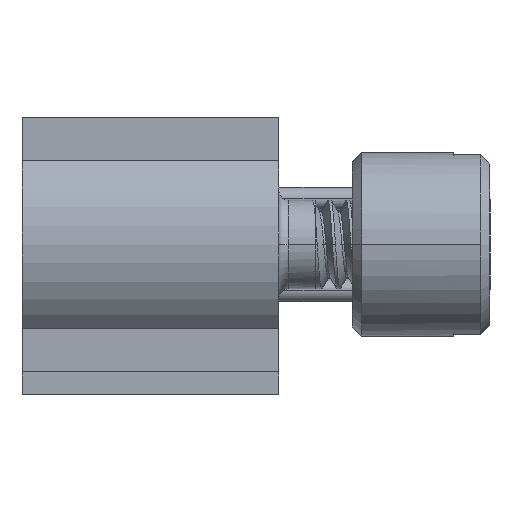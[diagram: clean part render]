
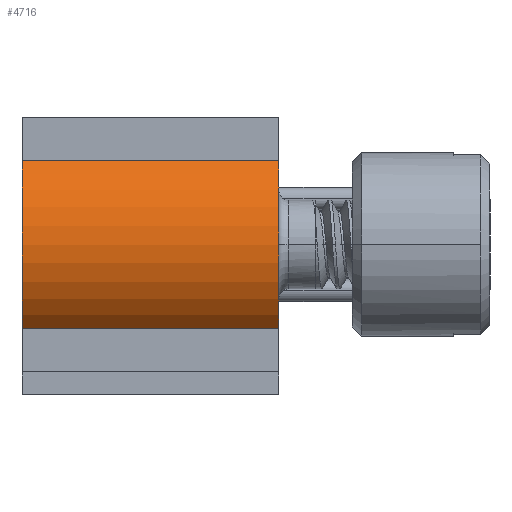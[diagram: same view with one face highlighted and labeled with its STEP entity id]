
A CAD part, left-side view. The second image highlights one B-rep face of the part: STEP entity #4716.
In plain terms, the highlighted cylindrical face has radius 2.5 mm (diameter 5 mm), a partial arc.
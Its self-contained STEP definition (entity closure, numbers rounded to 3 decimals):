
#79=CARTESIAN_POINT('',(-7.5,3.4,0.));
#80=DIRECTION('',(0.,-1.,0.));
#81=DIRECTION('',(-0.68,0.,0.733));
#82=AXIS2_PLACEMENT_3D('',#79,#80,#81);
#565=CARTESIAN_POINT('',(-7.5,-2.2,0.));
#566=DIRECTION('',(0.,-1.,0.));
#567=DIRECTION('',(-0.68,0.,0.733));
#568=AXIS2_PLACEMENT_3D('',#565,#566,#567);
#2334=DIRECTION('',(0.,-1.,0.));
#2335=VECTOR('',#2334,5.6);
#2336=CARTESIAN_POINT('',(-9.2,3.4,1.833));
#2337=LINE('',#2336,#2335);
#2341=DIRECTION('',(0.,-1.,0.));
#2342=VECTOR('',#2341,5.6);
#2343=CARTESIAN_POINT('',(-9.2,3.4,-1.833));
#2344=LINE('',#2343,#2342);
#2658=CARTESIAN_POINT('',(-9.2,3.4,1.833));
#2660=VERTEX_POINT('',#2658);
#2661=CARTESIAN_POINT('',(-9.2,3.4,-1.833));
#2662=VERTEX_POINT('',#2661);
#2667=CARTESIAN_POINT('',(-9.2,-2.2,1.833));
#2668=VERTEX_POINT('',#2667);
#2669=CARTESIAN_POINT('',(-9.2,-2.2,-1.833));
#2670=VERTEX_POINT('',#2669);
#4704=CARTESIAN_POINT('',(-7.5,3.4,0.));
#4705=DIRECTION('',(0.,-1.,0.));
#4706=DIRECTION('',(-1.,0.,0.));
#4707=AXIS2_PLACEMENT_3D('',#4704,#4705,#4706);
#4708=CYLINDRICAL_SURFACE('',#4707,2.5);
#4709=ORIENTED_EDGE('',*,*,#2782,.F.);
#4710=ORIENTED_EDGE('',*,*,#4699,.T.);
#4711=ORIENTED_EDGE('',*,*,#3104,.T.);
#4713=ORIENTED_EDGE('',*,*,#4712,.F.);
#4714=EDGE_LOOP('',(#4709,#4710,#4711,#4713));
#4715=FACE_OUTER_BOUND('',#4714,.F.);
#83=CIRCLE('',#82,2.5);
#569=CIRCLE('',#568,2.5);
#2782=EDGE_CURVE('',#2660,#2662,#83,.T.);
#3104=EDGE_CURVE('',#2668,#2670,#569,.T.);
#4699=EDGE_CURVE('',#2660,#2668,#2337,.T.);
#4712=EDGE_CURVE('',#2662,#2670,#2344,.T.);
#4716=ADVANCED_FACE('',(#4715),#4708,.T.);
